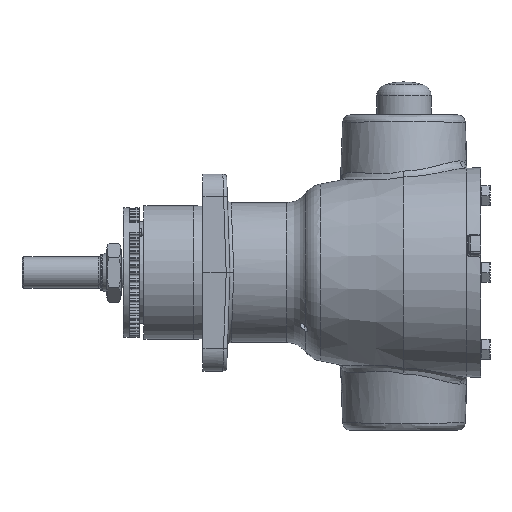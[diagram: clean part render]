
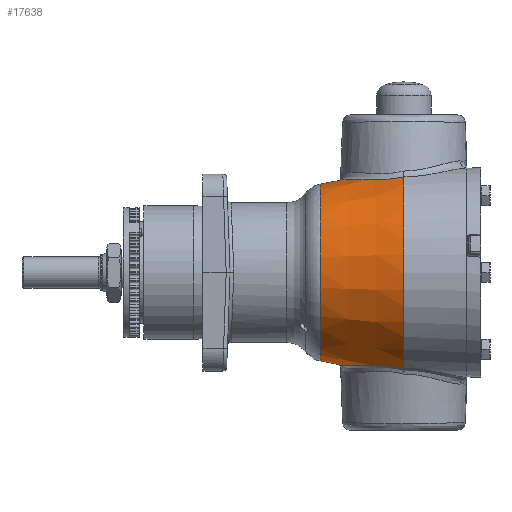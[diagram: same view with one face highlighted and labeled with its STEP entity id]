
A CAD part, front view. The second image highlights one B-rep face of the part: STEP entity #17638.
In plain terms, the highlighted conical face has half-angle 10.73 degrees and reference radius 84.074 mm.
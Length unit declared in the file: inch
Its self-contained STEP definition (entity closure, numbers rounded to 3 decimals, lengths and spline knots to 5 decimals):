
#1157 = DIRECTION ( 'NONE',  ( 1., 0., 0. ) ) ;
#1998 = CARTESIAN_POINT ( 'NONE',  ( -2.20632, -1.30426, 2.99962 ) ) ;
#2515 = CARTESIAN_POINT ( 'NONE',  ( -3.36806, -0.77091, 2.95195 ) ) ;
#5786 = CARTESIAN_POINT ( 'NONE',  ( -2., 0., 3.31 ) ) ;
#6203 = CARTESIAN_POINT ( 'NONE',  ( -2., 0., 0. ) ) ;
#6859 = ORIENTED_EDGE ( 'NONE', *, *, #56165, .F. ) ;
#9021 = CARTESIAN_POINT ( 'NONE',  ( -4.6604, 0., 0. ) ) ;
#9819 = CARTESIAN_POINT ( 'NONE',  ( -3.75704, -0.35296, -2.95613 ) ) ;
#10161 = EDGE_LOOP ( 'NONE', ( #103562, #73986, #60348, #33665, #6859, #50430 ) ) ;
#10361 = CARTESIAN_POINT ( 'NONE',  ( -2.80324, -1.13534, -2.94669 ) ) ;
#10566 = EDGE_CURVE ( 'NONE', #59206, #38623, #43901, .T. ) ;
#11827 = CONICAL_SURFACE ( 'NONE', #17966, 3.31, 0.187 ) ;
#14134 = CARTESIAN_POINT ( 'NONE',  ( -2.41018, -1.2719, 2.97153 ) ) ;
#14634 = CARTESIAN_POINT ( 'NONE',  ( -3.55778, -0.59271, 2.95698 ) ) ;
#17638 = ADVANCED_FACE ( 'NONE', ( #139825 ), #11827, .T. ) ;
#17966 = AXIS2_PLACEMENT_3D ( 'NONE', #6203, #138300, #42054 ) ;
#21121 = DIRECTION ( 'NONE',  ( 0., 0., -1. ) ) ;
#21941 = CARTESIAN_POINT ( 'NONE',  ( -3.69355, -0.43555, -2.95746 ) ) ;
#22465 = CARTESIAN_POINT ( 'NONE',  ( -2.65831, -1.19538, -2.95248 ) ) ;
#26281 = CARTESIAN_POINT ( 'NONE',  ( -2.65831, -1.19538, 2.95248 ) ) ;
#26786 = CARTESIAN_POINT ( 'NONE',  ( -3.69355, -0.43555, 2.95746 ) ) ;
#32056 = CARTESIAN_POINT ( 'NONE',  ( -3.97575, 0., 2.93561 ) ) ;
#33665 = ORIENTED_EDGE ( 'NONE', *, *, #152486, .T. ) ;
#34015 = CARTESIAN_POINT ( 'NONE',  ( -3.55778, -0.59271, -2.95698 ) ) ;
#34556 = CARTESIAN_POINT ( 'NONE',  ( -2.41018, -1.2719, -2.97153 ) ) ;
#36060 = VECTOR ( 'NONE', #90010, 39.37008 ) ;
#37705 = EDGE_CURVE ( 'NONE', #126355, #38623, #128234, .T. ) ;
#37790 = CIRCLE ( 'NONE', #144765, 3.31 ) ;
#38397 = CARTESIAN_POINT ( 'NONE',  ( -2.80324, -1.13534, 2.94669 ) ) ;
#38623 = VERTEX_POINT ( 'NONE', #32056 ) ;
#38911 = CARTESIAN_POINT ( 'NONE',  ( -3.75704, -0.35296, 2.95613 ) ) ;
#39861 = AXIS2_PLACEMENT_3D ( 'NONE', #9021, #93200, #21121 ) ;
#42054 = DIRECTION ( 'NONE',  ( 0., 0., -1. ) ) ;
#43901 = B_SPLINE_CURVE_WITH_KNOTS ( 'NONE', 3,
 ( #74187, #146185, #62022, #1998, #86263, #14134, #98337, #26281, #110463, #38397, #122550, #50465, #134684, #62531, #146687, #74697, #2515, #86773, #14634, #98863, #26786, #110965, #38911, #123094, #50960, #135186, #63040, #147204 ),
 .UNSPECIFIED., .F., .F.,
 ( 4, 2, 2, 2, 2, 2, 2, 2, 2, 2, 2, 2, 2, 4 ),
 ( 0., 0.004, 0.008, 0.01601, 0.02001, 0.02401, 0.03201, 0.03602, 0.04002, 0.04802, 0.05202, 0.05403, 0.05603, 0.06403 ),
 .UNSPECIFIED. ) ;
#46191 = CARTESIAN_POINT ( 'NONE',  ( -3.36806, -0.77091, -2.95195 ) ) ;
#46703 = CARTESIAN_POINT ( 'NONE',  ( -2.20632, -1.30426, -2.99962 ) ) ;
#50193 = B_SPLINE_CURVE_WITH_KNOTS ( 'NONE', 3,
 ( #57769, #81398, #69804, #153978, #81916, #9819, #94008, #21941, #106166, #34015, #118285, #46191, #130348, #58267, #142408, #70360, #154479, #82442, #10361, #94523, #22465, #106682, #34556, #118795, #46703, #130871, #58788, #142929 ),
 .UNSPECIFIED., .F., .F.,
 ( 4, 2, 2, 2, 2, 2, 2, 2, 2, 2, 2, 2, 2, 4 ),
 ( 0.02842, 0.03642, 0.03842, 0.04042, 0.04442, 0.05242, 0.05642, 0.06042, 0.06841, 0.07241, 0.07641, 0.08441, 0.08841, 0.09241 ),
 .UNSPECIFIED. ) ;
#50430 = ORIENTED_EDGE ( 'NONE', *, *, #10566, .T. ) ;
#50465 = CARTESIAN_POINT ( 'NONE',  ( -2.98829, -1.04208, 2.94405 ) ) ;
#50960 = CARTESIAN_POINT ( 'NONE',  ( -3.80281, -0.28927, 2.95433 ) ) ;
#56165 = EDGE_CURVE ( 'NONE', #59206, #98514, #37790, .T. ) ;
#57769 = CARTESIAN_POINT ( 'NONE',  ( -3.97575, 0., -2.93561 ) ) ;
#58267 = CARTESIAN_POINT ( 'NONE',  ( -3.24613, -0.86925, -2.94857 ) ) ;
#58788 = CARTESIAN_POINT ( 'NONE',  ( -2.05145, -1.31453, -3.02716 ) ) ;
#59206 = VERTEX_POINT ( 'NONE', #128885 ) ;
#60348 = ORIENTED_EDGE ( 'NONE', *, *, #94698, .T. ) ;
#62022 = CARTESIAN_POINT ( 'NONE',  ( -2.10301, -1.31265, 3.01732 ) ) ;
#62531 = CARTESIAN_POINT ( 'NONE',  ( -3.20441, -0.90015, 2.94752 ) ) ;
#63040 = CARTESIAN_POINT ( 'NONE',  ( -3.92907, -0.09197, 2.94445 ) ) ;
#63474 = CARTESIAN_POINT ( 'NONE',  ( -2., 0., -3.31 ) ) ;
#69441 = CARTESIAN_POINT ( 'NONE',  ( -4.6604, 0., -2.80587 ) ) ;
#69804 = CARTESIAN_POINT ( 'NONE',  ( -3.87629, -0.1812, -2.95014 ) ) ;
#70360 = CARTESIAN_POINT ( 'NONE',  ( -3.07674, -0.98865, -2.94496 ) ) ;
#73336 = CARTESIAN_POINT ( 'NONE',  ( -2., 0., 0. ) ) ;
#73986 = ORIENTED_EDGE ( 'NONE', *, *, #129050, .T. ) ;
#74187 = CARTESIAN_POINT ( 'NONE',  ( -2., -1.3141, 3.03797 ) ) ;
#74376 = VERTEX_POINT ( 'NONE', #92208 ) ;
#74697 = CARTESIAN_POINT ( 'NONE',  ( -3.32791, -0.80467, 2.95078 ) ) ;
#75629 = DIRECTION ( 'NONE',  ( 0.983, 0., -0.186 ) ) ;
#76683 = VECTOR ( 'NONE', #75629, 39.37008 ) ;
#80423 = LINE ( 'NONE', #63474, #76683 ) ;
#81398 = CARTESIAN_POINT ( 'NONE',  ( -3.92907, -0.09197, -2.94445 ) ) ;
#81916 = CARTESIAN_POINT ( 'NONE',  ( -3.78774, -0.31071, -2.95502 ) ) ;
#82442 = CARTESIAN_POINT ( 'NONE',  ( -2.85018, -1.11316, -2.94566 ) ) ;
#85414 = DIRECTION ( 'NONE',  ( 0., 0., -1. ) ) ;
#86263 = CARTESIAN_POINT ( 'NONE',  ( -2.25759, -1.29779, 2.99184 ) ) ;
#86773 = CARTESIAN_POINT ( 'NONE',  ( -3.48471, -0.66656, 2.95518 ) ) ;
#90010 = DIRECTION ( 'NONE',  ( 0.983, 0., 0.186 ) ) ;
#92208 = CARTESIAN_POINT ( 'NONE',  ( -3.97575, 0., -2.93561 ) ) ;
#93200 = DIRECTION ( 'NONE',  ( 1., 0., 0. ) ) ;
#94008 = CARTESIAN_POINT ( 'NONE',  ( -3.74139, -0.37381, -2.95655 ) ) ;
#94523 = CARTESIAN_POINT ( 'NONE',  ( -2.70739, -1.17643, -2.95009 ) ) ;
#94698 = EDGE_CURVE ( 'NONE', #147168, #74376, #80423, .T. ) ;
#98337 = CARTESIAN_POINT ( 'NONE',  ( -2.51033, -1.24606, 2.962 ) ) ;
#98514 = VERTEX_POINT ( 'NONE', #146093 ) ;
#98863 = CARTESIAN_POINT ( 'NONE',  ( -3.66047, -0.47563, 2.9576 ) ) ;
#103562 = ORIENTED_EDGE ( 'NONE', *, *, #37705, .F. ) ;
#106166 = CARTESIAN_POINT ( 'NONE',  ( -3.66047, -0.47563, -2.9576 ) ) ;
#106682 = CARTESIAN_POINT ( 'NONE',  ( -2.51033, -1.24606, -2.962 ) ) ;
#110463 = CARTESIAN_POINT ( 'NONE',  ( -2.70739, -1.17643, 2.95009 ) ) ;
#110965 = CARTESIAN_POINT ( 'NONE',  ( -3.74139, -0.37381, 2.95655 ) ) ;
#118285 = CARTESIAN_POINT ( 'NONE',  ( -3.48471, -0.66656, -2.95518 ) ) ;
#118795 = CARTESIAN_POINT ( 'NONE',  ( -2.25759, -1.29779, -2.99184 ) ) ;
#122550 = CARTESIAN_POINT ( 'NONE',  ( -2.85018, -1.11316, 2.94566 ) ) ;
#123094 = CARTESIAN_POINT ( 'NONE',  ( -3.78774, -0.31071, 2.95502 ) ) ;
#125131 = CARTESIAN_POINT ( 'NONE',  ( -4.6604, 0., 2.80587 ) ) ;
#126355 = VERTEX_POINT ( 'NONE', #125131 ) ;
#128234 = LINE ( 'NONE', #5786, #36060 ) ;
#128885 = CARTESIAN_POINT ( 'NONE',  ( -2., -1.3141, 3.03797 ) ) ;
#129050 = EDGE_CURVE ( 'NONE', #126355, #147168, #148652, .T. ) ;
#130348 = CARTESIAN_POINT ( 'NONE',  ( -3.32791, -0.80467, -2.95078 ) ) ;
#130871 = CARTESIAN_POINT ( 'NONE',  ( -2.10301, -1.31265, -3.01732 ) ) ;
#134684 = CARTESIAN_POINT ( 'NONE',  ( -3.07674, -0.98865, 2.94496 ) ) ;
#135186 = CARTESIAN_POINT ( 'NONE',  ( -3.87629, -0.1812, 2.95014 ) ) ;
#138300 = DIRECTION ( 'NONE',  ( 1., 0., 0. ) ) ;
#139825 = FACE_OUTER_BOUND ( 'NONE', #10161, .T. ) ;
#142408 = CARTESIAN_POINT ( 'NONE',  ( -3.20441, -0.90015, -2.94752 ) ) ;
#142929 = CARTESIAN_POINT ( 'NONE',  ( -2., -1.3141, -3.03797 ) ) ;
#144765 = AXIS2_PLACEMENT_3D ( 'NONE', #73336, #1157, #85414 ) ;
#146093 = CARTESIAN_POINT ( 'NONE',  ( -2., -1.3141, -3.03797 ) ) ;
#146185 = CARTESIAN_POINT ( 'NONE',  ( -2.05145, -1.31453, 3.02716 ) ) ;
#146687 = CARTESIAN_POINT ( 'NONE',  ( -3.24613, -0.86925, 2.94857 ) ) ;
#147168 = VERTEX_POINT ( 'NONE', #69441 ) ;
#147204 = CARTESIAN_POINT ( 'NONE',  ( -3.97575, 0., 2.93561 ) ) ;
#148652 = CIRCLE ( 'NONE', #39861, 2.80587 ) ;
#152486 = EDGE_CURVE ( 'NONE', #74376, #98514, #50193, .T. ) ;
#153978 = CARTESIAN_POINT ( 'NONE',  ( -3.80281, -0.28927, -2.95433 ) ) ;
#154479 = CARTESIAN_POINT ( 'NONE',  ( -2.98829, -1.04208, -2.94405 ) ) ;
